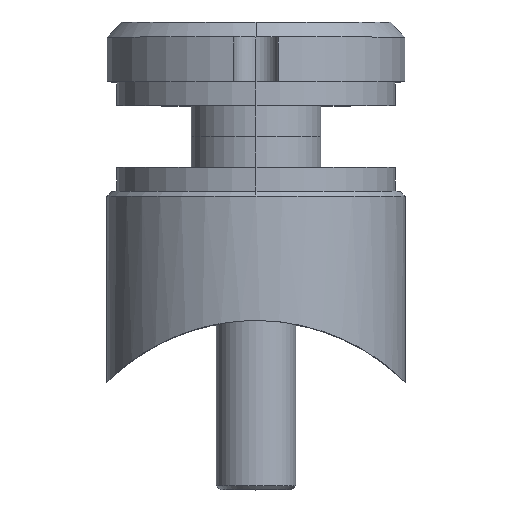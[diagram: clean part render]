
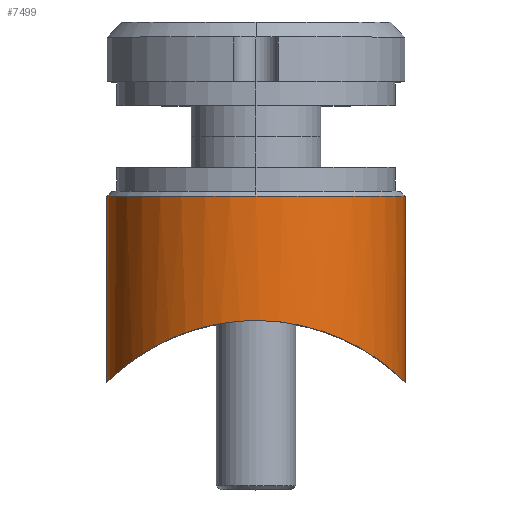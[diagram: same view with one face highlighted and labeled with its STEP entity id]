
A CAD part, top view. The second image highlights one B-rep face of the part: STEP entity #7499.
In plain terms, the highlighted cylindrical face has radius 15 mm (diameter 30 mm), a partial arc.
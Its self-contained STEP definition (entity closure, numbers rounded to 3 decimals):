
#99 = CARTESIAN_POINT ( 'NONE',  ( -9.247, -2.103, 11.85 ) ) ;
#241 = CARTESIAN_POINT ( 'NONE',  ( -14.793, -6.014, 2.534 ) ) ;
#440 = DIRECTION ( 'NONE',  ( 0., -1., 0. ) ) ;
#560 = VERTEX_POINT ( 'NONE', #10472 ) ;
#775 = CARTESIAN_POINT ( 'NONE',  ( 0., 12.5, 15. ) ) ;
#820 = CARTESIAN_POINT ( 'NONE',  ( 13.418, -4.784, 6.723 ) ) ;
#1183 = CARTESIAN_POINT ( 'NONE',  ( -11.321, -3.259, 9.886 ) ) ;
#1369 = CARTESIAN_POINT ( 'NONE',  ( -9.978, -2.479, 11.241 ) ) ;
#1710 = EDGE_CURVE ( 'NONE', #4631, #2352, #5045, .T. ) ;
#1916 = CIRCLE ( 'NONE', #4310, 15. ) ;
#2008 = VERTEX_POINT ( 'NONE', #2639 ) ;
#2256 = CARTESIAN_POINT ( 'NONE',  ( -1.005, 0.001, 15.001 ) ) ;
#2305 = CARTESIAN_POINT ( 'NONE',  ( -6.79, -1.095, 13.411 ) ) ;
#2326 = LINE ( 'NONE', #2702, #6329 ) ;
#2349 = CARTESIAN_POINT ( 'NONE',  ( 1.051, -0.02, 14.972 ) ) ;
#2352 = VERTEX_POINT ( 'NONE', #775 ) ;
#2438 = CARTESIAN_POINT ( 'NONE',  ( -13.623, -4.954, 6.297 ) ) ;
#2639 = CARTESIAN_POINT ( 'NONE',  ( -15., -6.219, 0. ) ) ;
#2702 = CARTESIAN_POINT ( 'NONE',  ( 15., 10.5, 0. ) ) ;
#3154 = CARTESIAN_POINT ( 'NONE',  ( 14.003, -5.281, 5.399 ) ) ;
#3306 = EDGE_CURVE ( 'NONE', #11988, #2008, #9411, .T. ) ;
#3364 = CARTESIAN_POINT ( 'NONE',  ( 0.532, 0., 14.999 ) ) ;
#3462 = CARTESIAN_POINT ( 'NONE',  ( 5.699, -0.779, 13.877 ) ) ;
#3505 = CARTESIAN_POINT ( 'NONE',  ( -4.005, -0.376, 14.464 ) ) ;
#4017 = DIRECTION ( 'NONE',  ( 1., 0., 0. ) ) ;
#4093 = CARTESIAN_POINT ( 'NONE',  ( 15., -6.219, 1.034 ) ) ;
#4181 = CARTESIAN_POINT ( 'NONE',  ( 15., -6.219, 0. ) ) ;
#4191 = CARTESIAN_POINT ( 'NONE',  ( 15., 12.5, 0. ) ) ;
#4225 = CARTESIAN_POINT ( 'NONE',  ( 10.324, -2.679, 10.892 ) ) ;
#4278 = CARTESIAN_POINT ( 'NONE',  ( 8.856, -1.934, 12.116 ) ) ;
#4310 = AXIS2_PLACEMENT_3D ( 'NONE', #9259, #13594, #6937 ) ;
#4496 = CARTESIAN_POINT ( 'NONE',  ( 5.001, -0.597, 14.144 ) ) ;
#4535 = CARTESIAN_POINT ( 'NONE',  ( -5.428, -0.701, 13.992 ) ) ;
#4631 = VERTEX_POINT ( 'NONE', #4191 ) ;
#4638 = CARTESIAN_POINT ( 'NONE',  ( 6.83, -1.108, 13.391 ) ) ;
#4685 = CARTESIAN_POINT ( 'NONE',  ( -4.962, -0.583, 14.164 ) ) ;
#4841 = DIRECTION ( 'NONE',  ( 0., -1., 0. ) ) ;
#5045 = CIRCLE ( 'NONE', #7887, 15. ) ;
#5347 = CARTESIAN_POINT ( 'NONE',  ( 12.713, -4.231, 7.976 ) ) ;
#5355 = EDGE_CURVE ( 'NONE', #4631, #560, #2326, .T. ) ;
#5527 = ORIENTED_EDGE ( 'NONE', *, *, #10428, .F. ) ;
#5696 = CARTESIAN_POINT ( 'NONE',  ( -14.488, -5.72, 4.015 ) ) ;
#5741 = CARTESIAN_POINT ( 'NONE',  ( -15., -6.219, 0. ) ) ;
#5786 = CARTESIAN_POINT ( 'NONE',  ( 5.469, -0.716, 13.97 ) ) ;
#5825 = ORIENTED_EDGE ( 'NONE', *, *, #5355, .F. ) ;
#6329 = VECTOR ( 'NONE', #10519, 1000. ) ;
#6475 = VECTOR ( 'NONE', #4841, 1000. ) ;
#6502 = CARTESIAN_POINT ( 'NONE',  ( 11.322, -3.26, 9.885 ) ) ;
#6603 = ORIENTED_EDGE ( 'NONE', *, *, #1710, .T. ) ;
#6751 = CARTESIAN_POINT ( 'NONE',  ( -15., -6.219, 0.508 ) ) ;
#6802 = CARTESIAN_POINT ( 'NONE',  ( -3.511, -0.287, 14.592 ) ) ;
#6900 = CARTESIAN_POINT ( 'NONE',  ( -7.658, -1.412, 12.934 ) ) ;
#6937 = DIRECTION ( 'NONE',  ( 0., 0., 1. ) ) ;
#7233 = CARTESIAN_POINT ( 'NONE',  ( 0., 12.5, 0. ) ) ;
#7449 = ORIENTED_EDGE ( 'NONE', *, *, #3306, .T. ) ;
#7476 = CARTESIAN_POINT ( 'NONE',  ( 14.467, -5.702, 3.993 ) ) ;
#7499 = ADVANCED_FACE ( 'NONE', ( #13036 ), #12855, .T. ) ;
#7523 = CARTESIAN_POINT ( 'NONE',  ( 9.972, -2.487, 11.215 ) ) ;
#7777 = EDGE_CURVE ( 'NONE', #2352, #11988, #1916, .T. ) ;
#7887 = AXIS2_PLACEMENT_3D ( 'NONE', #7233, #9557, #11655 ) ;
#7958 = ORIENTED_EDGE ( 'NONE', *, *, #7777, .T. ) ;
#8286 = AXIS2_PLACEMENT_3D ( 'NONE', #12842, #440, #4017 ) ;
#8363 = B_SPLINE_CURVE_WITH_KNOTS ( 'NONE', 3,
 ( #4181, #4093, #9802, #13111, #7476, #11849, #3154, #11999, #820, #13057, #5347, #14192, #6502, #4225, #7523, #8637, #4278, #9082, #4638, #3462, #5786, #4496, #9036, #11236, #13557, #13463, #10013, #2349, #3364, #2256, #11322, #6802, #3505, #4685, #4535, #2305, #6900, #99, #1369, #1183, #8940, #12454, #12360, #11138, #2438, #12409, #5696, #241, #10198, #11187, #6751, #5741 ),
 .UNSPECIFIED., .F., .F.,
 ( 4, 2, 2, 2, 2, 2, 2, 2, 2, 2, 2, 2, 2, 2, 2, 2, 2, 2, 2, 2, 2, 2, 2, 2, 2, 4 ),
 ( 0., 0.003, 0.005, 0.006, 0.008, 0.009, 0.012, 0.014, 0.015, 0.018, 0.019, 0.02, 0.021, 0.023, 0.024, 0.027, 0.029, 0.03, 0.033, 0.037, 0.04, 0.041, 0.043, 0.046, 0.047, 0.049 ),
 .UNSPECIFIED. ) ;
#8637 = CARTESIAN_POINT ( 'NONE',  ( 9.237, -2.114, 11.828 ) ) ;
#8940 = CARTESIAN_POINT ( 'NONE',  ( -11.918, -3.655, 9.157 ) ) ;
#9036 = CARTESIAN_POINT ( 'NONE',  ( 4.762, -0.54, 14.226 ) ) ;
#9082 = CARTESIAN_POINT ( 'NONE',  ( 7.673, -1.418, 12.924 ) ) ;
#9257 = EDGE_LOOP ( 'NONE', ( #6603, #7958, #7449, #5527, #5825 ) ) ;
#9259 = CARTESIAN_POINT ( 'NONE',  ( 0., 12.5, 0. ) ) ;
#9411 = LINE ( 'NONE', #10305, #6475 ) ;
#9557 = DIRECTION ( 'NONE',  ( 0., -1., 0. ) ) ;
#9802 = CARTESIAN_POINT ( 'NONE',  ( 14.894, -6.111, 2.039 ) ) ;
#10013 = CARTESIAN_POINT ( 'NONE',  ( 2.067, -0.095, 14.866 ) ) ;
#10198 = CARTESIAN_POINT ( 'NONE',  ( -14.871, -6.091, 2.025 ) ) ;
#10305 = CARTESIAN_POINT ( 'NONE',  ( -15., 10.5, 0. ) ) ;
#10428 = EDGE_CURVE ( 'NONE', #560, #2008, #8363, .T. ) ;
#10472 = CARTESIAN_POINT ( 'NONE',  ( 15., -6.219, 0. ) ) ;
#10519 = DIRECTION ( 'NONE',  ( 0., -1., 0. ) ) ;
#11138 = CARTESIAN_POINT ( 'NONE',  ( -13.411, -4.779, 6.736 ) ) ;
#11187 = CARTESIAN_POINT ( 'NONE',  ( -14.974, -6.193, 1.014 ) ) ;
#11236 = CARTESIAN_POINT ( 'NONE',  ( 4.042, -0.383, 14.454 ) ) ;
#11322 = CARTESIAN_POINT ( 'NONE',  ( -2.016, -0.072, 14.899 ) ) ;
#11655 = DIRECTION ( 'NONE',  ( 0., 0., 1. ) ) ;
#11849 = CARTESIAN_POINT ( 'NONE',  ( 14.172, -5.432, 4.94 ) ) ;
#11988 = VERTEX_POINT ( 'NONE', #12777 ) ;
#11999 = CARTESIAN_POINT ( 'NONE',  ( 13.626, -4.957, 6.29 ) ) ;
#12360 = CARTESIAN_POINT ( 'NONE',  ( -12.954, -4.416, 7.577 ) ) ;
#12409 = CARTESIAN_POINT ( 'NONE',  ( -14.192, -5.444, 4.952 ) ) ;
#12454 = CARTESIAN_POINT ( 'NONE',  ( -12.708, -4.228, 7.982 ) ) ;
#12777 = CARTESIAN_POINT ( 'NONE',  ( -15., 12.5, 0. ) ) ;
#12842 = CARTESIAN_POINT ( 'NONE',  ( 0., 10.5, 0. ) ) ;
#12855 = CYLINDRICAL_SURFACE ( 'NONE', #8286, 15. ) ;
#13036 = FACE_OUTER_BOUND ( 'NONE', #9257, .T. ) ;
#13057 = CARTESIAN_POINT ( 'NONE',  ( 12.962, -4.421, 7.565 ) ) ;
#13111 = CARTESIAN_POINT ( 'NONE',  ( 14.593, -5.821, 3.507 ) ) ;
#13463 = CARTESIAN_POINT ( 'NONE',  ( 2.568, -0.15, 14.787 ) ) ;
#13557 = CARTESIAN_POINT ( 'NONE',  ( 3.555, -0.294, 14.581 ) ) ;
#13594 = DIRECTION ( 'NONE',  ( 0., -1., 0. ) ) ;
#14192 = CARTESIAN_POINT ( 'NONE',  ( 11.918, -3.655, 9.158 ) ) ;
